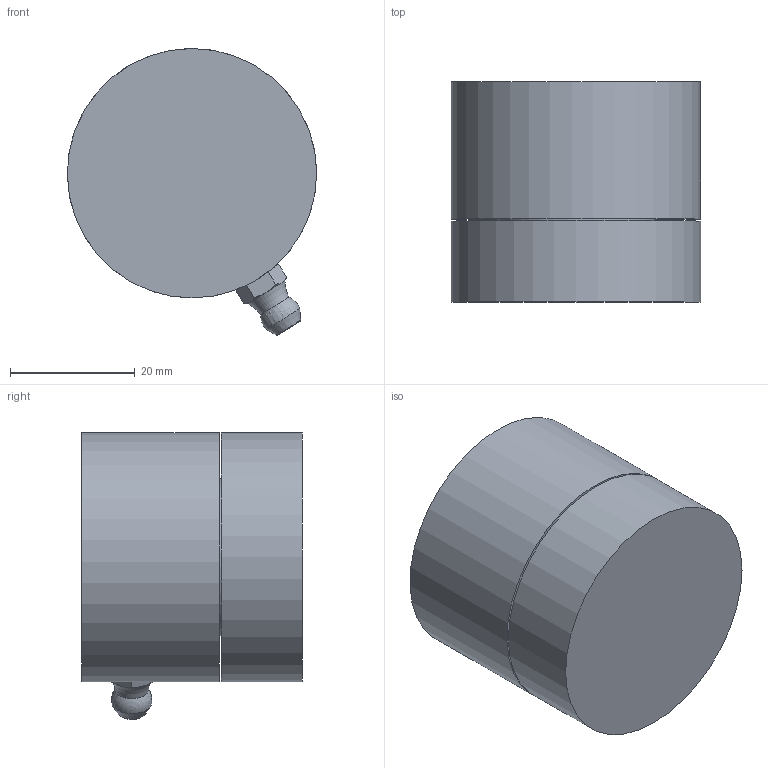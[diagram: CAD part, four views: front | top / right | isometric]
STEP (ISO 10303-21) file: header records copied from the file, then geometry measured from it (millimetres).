
FILE_DESCRIPTION(/* description */ (''),/* implementation_level */ '2;1');
FILE_NAME(/* name */ '50026.iam.step',/* time_stamp */ '2022-07-20T08:10:43+02:00',/* author */ ('Abt. Technik'),/* organization */ (''),/* preprocessor_version */ 'ST-DEVELOPER v19.2',/* originating_system */ 'Autodesk Inventor 2023',/* authorisation */ '');
FILE_SCHEMA (('AUTOMOTIVE_DESIGN { 1 0 10303 214 3 1 1 }'));
Length unit declared in the file: millimetre
Products named in the file (8): 50026; Bauteil8; SKF_A 4059/A 4138; A 4059/A 4138_ir; A 4059/A 4138_cage; A 4059/A 4138_r; Bauteil11; DIN 71412 - AM 6 (kegelig kurz)
Assembly tree (21 placements, depth 3):
  50026
    Bauteil8
    SKF_A 4059/A 4138
      A 4059/A 4138_ir
      A 4059/A 4138_cage
      A 4059/A 4138_r  x15
    Bauteil11
    DIN 71412 - AM 6 (kegelig kurz)
Bounding box: 40 x 35.32 x 46.02 mm (x, y, z)
Volume: 38047.2 mm3; surface area: 17510.8 mm2
Topology: 20 solids, 20 shells, 105 faces, 172 edges, 107 vertices
Faces by surface type: plane 48, cone 42, cylinder 9, torus 5, sphere 1
Full cylindrical faces by diameter (mm): 3 x1, 6 x2, 14.989 x1, 15.522 x1, 19.606 x1, 25.3 x1, 40 x2
Entity records: 2116 total; most frequent: CARTESIAN_POINT 416, DIRECTION 352, ORIENTED_EDGE 256, AXIS2_PLACEMENT_3D 160, EDGE_CURVE 128, VERTEX_POINT 79, EDGE_LOOP 71, CIRCLE 68
